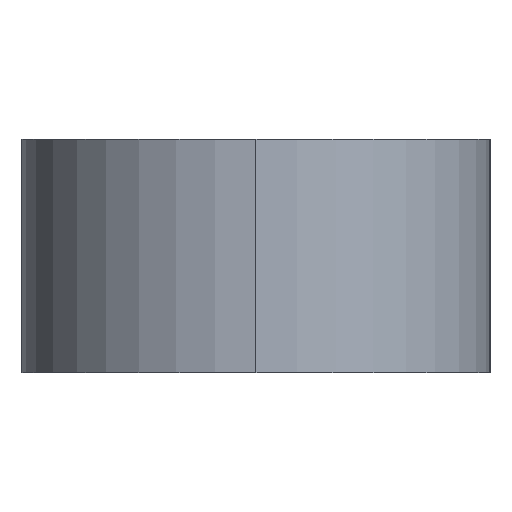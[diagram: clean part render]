
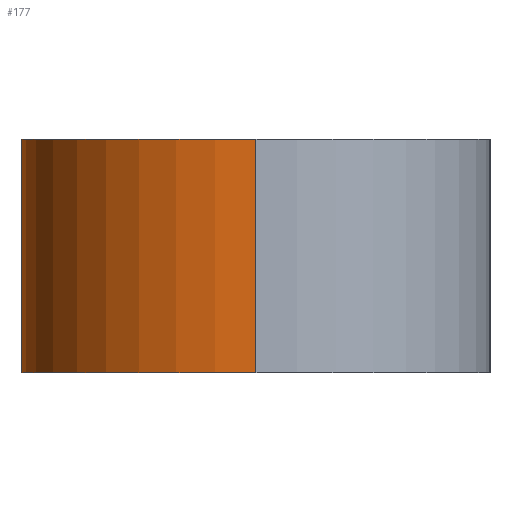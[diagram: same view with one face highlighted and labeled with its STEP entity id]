
A CAD part, left-side view. The second image highlights one B-rep face of the part: STEP entity #177.
In plain terms, the highlighted cylindrical face has radius 4 mm (diameter 8 mm), a partial arc.
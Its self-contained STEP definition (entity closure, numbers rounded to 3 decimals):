
#23=FACE_OUTER_BOUND('',#34,.T.);
#34=EDGE_LOOP('',(#120,#121,#122,#123));
#49=B_SPLINE_CURVE_WITH_KNOTS('',3,(#298,#299,#300,#301,#302,#303,#304,
#305,#306,#307,#308,#309,#310,#311,#312,#313,#314,#315,#316),
 .UNSPECIFIED.,.F.,.F.,(4,2,2,2,3,2,2,2,4),(0.923,0.999,
1.076,1.153,1.23,1.307,1.384,
1.461,1.538),.UNSPECIFIED.);
#55=CIRCLE('',#209,4.);
#56=CIRCLE('',#210,4.);
#69=LINE('',#294,#74);
#74=VECTOR('',#237,4.);
#79=VERTEX_POINT('',#292);
#80=VERTEX_POINT('',#293);
#81=VERTEX_POINT('',#295);
#82=VERTEX_POINT('',#297);
#95=EDGE_CURVE('',#79,#80,#69,.T.);
#96=EDGE_CURVE('',#79,#81,#55,.T.);
#97=EDGE_CURVE('',#82,#81,#49,.T.);
#98=EDGE_CURVE('',#80,#82,#56,.T.);
#120=ORIENTED_EDGE('',*,*,#95,.F.);
#121=ORIENTED_EDGE('',*,*,#96,.T.);
#122=ORIENTED_EDGE('',*,*,#97,.F.);
#123=ORIENTED_EDGE('',*,*,#98,.F.);
#170=CYLINDRICAL_SURFACE('',#208,4.);
#177=ADVANCED_FACE('',(#23),#170,.T.);
#208=AXIS2_PLACEMENT_3D('',#291,#235,#236);
#209=AXIS2_PLACEMENT_3D('',#296,#238,#239);
#210=AXIS2_PLACEMENT_3D('',#317,#240,#241);
#235=DIRECTION('center_axis',(0.,0.,1.));
#236=DIRECTION('ref_axis',(1.,0.,0.));
#237=DIRECTION('',(0.,0.,-1.));
#238=DIRECTION('center_axis',(0.,0.,-1.));
#239=DIRECTION('ref_axis',(1.,0.,0.));
#240=DIRECTION('center_axis',(0.,0.,-1.));
#241=DIRECTION('ref_axis',(1.,0.,0.));
#291=CARTESIAN_POINT('Origin',(0.021,0.,0.));
#292=CARTESIAN_POINT('',(-3.979,0.,2.));
#293=CARTESIAN_POINT('',(-3.979,0.,-2.));
#294=CARTESIAN_POINT('',(-3.979,0.,0.));
#295=CARTESIAN_POINT('',(4.021,0.,2.));
#296=CARTESIAN_POINT('Origin',(0.021,0.,2.));
#297=CARTESIAN_POINT('',(4.021,0.,-2.));
#298=CARTESIAN_POINT('Ctrl Pts',(4.021,0.,
-2.));
#299=CARTESIAN_POINT('Ctrl Pts',(4.021,0.256,-2.));
#300=CARTESIAN_POINT('Ctrl Pts',(3.994,0.526,-1.948));
#301=CARTESIAN_POINT('Ctrl Pts',(3.897,1.017,-1.742));
#302=CARTESIAN_POINT('Ctrl Pts',(3.828,1.239,-1.589));
#303=CARTESIAN_POINT('Ctrl Pts',(3.696,1.59,-1.239));
#304=CARTESIAN_POINT('Ctrl Pts',(3.623,1.742,-1.017));
#305=CARTESIAN_POINT('Ctrl Pts',(3.516,1.948,-0.526));
#306=CARTESIAN_POINT('Ctrl Pts',(3.485,2.,-0.257));
#307=CARTESIAN_POINT('Ctrl Pts',(3.485,2.,0.));
#308=CARTESIAN_POINT('Ctrl Pts',(3.485,2.,0.257));
#309=CARTESIAN_POINT('Ctrl Pts',(3.516,1.948,0.526));
#310=CARTESIAN_POINT('Ctrl Pts',(3.623,1.742,1.017));
#311=CARTESIAN_POINT('Ctrl Pts',(3.696,1.59,1.239));
#312=CARTESIAN_POINT('Ctrl Pts',(3.828,1.239,1.589));
#313=CARTESIAN_POINT('Ctrl Pts',(3.897,1.017,1.742));
#314=CARTESIAN_POINT('Ctrl Pts',(3.994,0.526,1.948));
#315=CARTESIAN_POINT('Ctrl Pts',(4.021,0.256,2.));
#316=CARTESIAN_POINT('Ctrl Pts',(4.021,0.,
2.));
#317=CARTESIAN_POINT('Origin',(0.021,0.,-2.));
